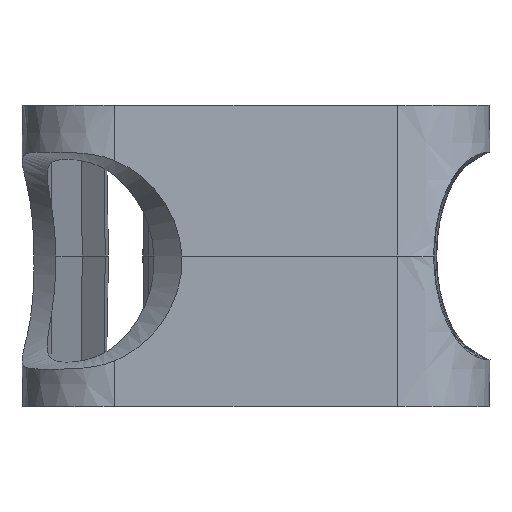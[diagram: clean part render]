
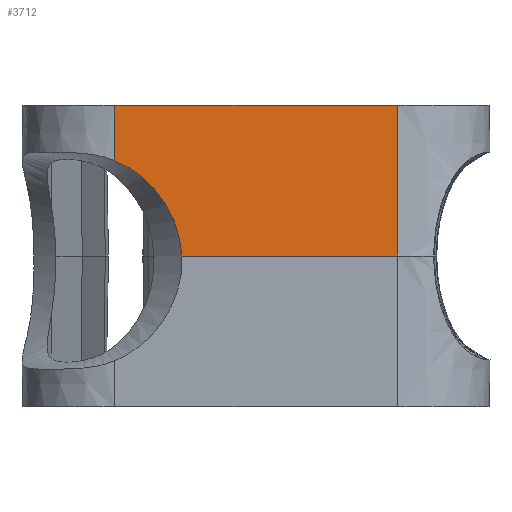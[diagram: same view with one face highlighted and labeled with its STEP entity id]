
A CAD part, front view. The second image highlights one B-rep face of the part: STEP entity #3712.
In plain terms, the highlighted planar face has unit normal (0, -1, 0.018).
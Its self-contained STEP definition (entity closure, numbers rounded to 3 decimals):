
#86 = CARTESIAN_POINT ( 'NONE',  ( -3.926, -5., 0. ) ) ;
#272 = LINE ( 'NONE', #3058, #4452 ) ;
#283 = EDGE_CURVE ( 'NONE', #2463, #601, #3320, .T. ) ;
#370 = VECTOR ( 'NONE', #1567, 1000. ) ;
#399 = DIRECTION ( 'NONE',  ( 1., 0., 0. ) ) ;
#531 = CARTESIAN_POINT ( 'NONE',  ( -7.5, -5., 0. ) ) ;
#601 = VERTEX_POINT ( 'NONE', #2458 ) ;
#776 = CARTESIAN_POINT ( 'NONE',  ( -4.068, -4.981, 1.083 ) ) ;
#1006 = B_SPLINE_CURVE_WITH_KNOTS ( 'NONE', 3,
 ( #86, #1433, #776, #1493, #2180, #2871, #1080, #3522, #1749, #2897 ),
 .UNSPECIFIED., .F., .F.,
 ( 4, 2, 2, 2, 4 ),
 ( 0., 0.002, 0.003, 0.005, 0.007 ),
 .UNSPECIFIED. ) ;
#1080 = CARTESIAN_POINT ( 'NONE',  ( -5.682, -4.932, 3.89 ) ) ;
#1088 = CARTESIAN_POINT ( 'NONE',  ( 7.5, -4.86, 8. ) ) ;
#1095 = VECTOR ( 'NONE', #3414, 1000. ) ;
#1316 = DIRECTION ( 'NONE',  ( 0., -0.017, -1. ) ) ;
#1433 = CARTESIAN_POINT ( 'NONE',  ( -3.959, -4.99, 0.545 ) ) ;
#1493 = CARTESIAN_POINT ( 'NONE',  ( -4.428, -4.963, 2.11 ) ) ;
#1557 = EDGE_CURVE ( 'NONE', #3052, #3330, #2688, .T. ) ;
#1567 = DIRECTION ( 'NONE',  ( 1., 0., 0. ) ) ;
#1749 = CARTESIAN_POINT ( 'NONE',  ( -6.996, -4.915, 4.851 ) ) ;
#2180 = CARTESIAN_POINT ( 'NONE',  ( -4.68, -4.955, 2.599 ) ) ;
#2458 = CARTESIAN_POINT ( 'NONE',  ( 7.5, -5., 0. ) ) ;
#2461 = VECTOR ( 'NONE', #399, 1000. ) ;
#2463 = VERTEX_POINT ( 'NONE', #3700 ) ;
#2688 = LINE ( 'NONE', #4106, #1095 ) ;
#2871 = CARTESIAN_POINT ( 'NONE',  ( -5.307, -4.939, 3.489 ) ) ;
#2897 = CARTESIAN_POINT ( 'NONE',  ( -7.5, -4.912, 5.062 ) ) ;
#2947 = DIRECTION ( 'NONE',  ( 0., -0.017, -1. ) ) ;
#2951 = CARTESIAN_POINT ( 'NONE',  ( -7.5, -4.912, 5.062 ) ) ;
#3003 = ORIENTED_EDGE ( 'NONE', *, *, #3953, .F. ) ;
#3052 = VERTEX_POINT ( 'NONE', #3135 ) ;
#3058 = CARTESIAN_POINT ( 'NONE',  ( 7.5, -5., 0. ) ) ;
#3135 = CARTESIAN_POINT ( 'NONE',  ( -7.5, -4.86, 8. ) ) ;
#3292 = PLANE ( 'NONE',  #4303 ) ;
#3320 = LINE ( 'NONE', #531, #370 ) ;
#3330 = VERTEX_POINT ( 'NONE', #2951 ) ;
#3414 = DIRECTION ( 'NONE',  ( 0., -0.017, -1. ) ) ;
#3443 = EDGE_CURVE ( 'NONE', #4020, #601, #272, .T. ) ;
#3522 = CARTESIAN_POINT ( 'NONE',  ( -6.532, -4.92, 4.574 ) ) ;
#3543 = EDGE_CURVE ( 'NONE', #2463, #3330, #1006, .T. ) ;
#3552 = EDGE_LOOP ( 'NONE', ( #4157, #4278, #4340, #3003, #4424 ) ) ;
#3626 = LINE ( 'NONE', #3921, #2461 ) ;
#3686 = CARTESIAN_POINT ( 'NONE',  ( -7.5, -5., 0. ) ) ;
#3700 = CARTESIAN_POINT ( 'NONE',  ( -3.926, -5., 0. ) ) ;
#3712 = ADVANCED_FACE ( 'NONE', ( #3983 ), #3292, .T. ) ;
#3921 = CARTESIAN_POINT ( 'NONE',  ( -7.5, -4.86, 8. ) ) ;
#3953 = EDGE_CURVE ( 'NONE', #3052, #4020, #3626, .T. ) ;
#3983 = FACE_OUTER_BOUND ( 'NONE', #3552, .T. ) ;
#4020 = VERTEX_POINT ( 'NONE', #1088 ) ;
#4106 = CARTESIAN_POINT ( 'NONE',  ( -7.5, -5., 0. ) ) ;
#4157 = ORIENTED_EDGE ( 'NONE', *, *, #3543, .F. ) ;
#4278 = ORIENTED_EDGE ( 'NONE', *, *, #283, .T. ) ;
#4303 = AXIS2_PLACEMENT_3D ( 'NONE', #3686, #4429, #2947 ) ;
#4340 = ORIENTED_EDGE ( 'NONE', *, *, #3443, .F. ) ;
#4424 = ORIENTED_EDGE ( 'NONE', *, *, #1557, .T. ) ;
#4429 = DIRECTION ( 'NONE',  ( 0., -1., 0.017 ) ) ;
#4452 = VECTOR ( 'NONE', #1316, 1000. ) ;
